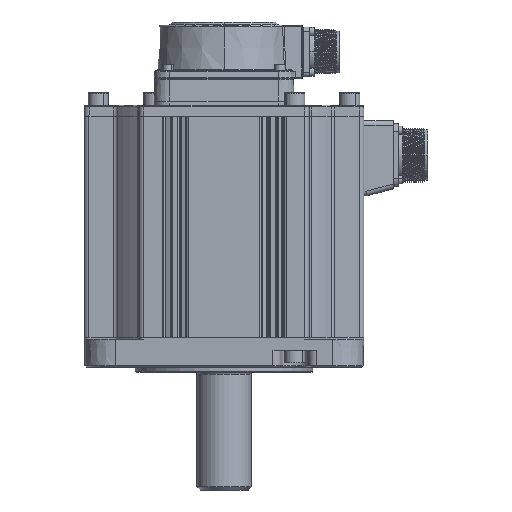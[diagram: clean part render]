
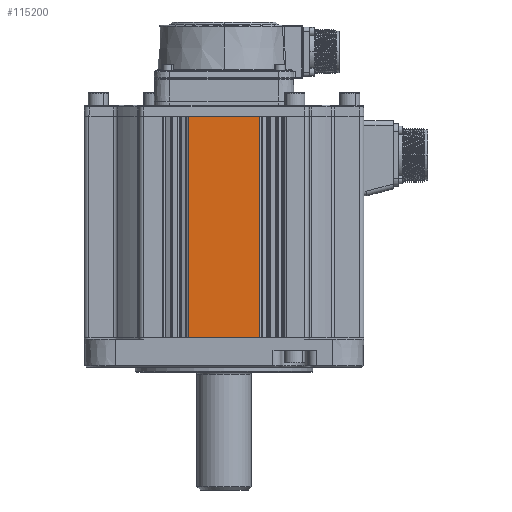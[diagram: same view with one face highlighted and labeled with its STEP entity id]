
A CAD part, left-side view. The second image highlights one B-rep face of the part: STEP entity #115200.
In plain terms, the highlighted planar face has unit normal (-1, 0, 0).
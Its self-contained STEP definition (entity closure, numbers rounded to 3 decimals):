
#5840 = CARTESIAN_POINT ( 'NONE',  ( -90., -24., -142.8 ) ) ;
#6110 = CARTESIAN_POINT ( 'NONE',  ( -90., -23.051, 0. ) ) ;
#9779 = DIRECTION ( 'NONE',  ( 0., 0., 1. ) ) ;
#18504 = VECTOR ( 'NONE', #76683, 1000. ) ;
#28054 = DIRECTION ( 'NONE',  ( 0., -1., 0. ) ) ;
#31352 = PLANE ( 'NONE',  #34993 ) ;
#31382 = CARTESIAN_POINT ( 'NONE',  ( -90., -23.051, -142.8 ) ) ;
#33079 = VERTEX_POINT ( 'NONE', #49297 ) ;
#34993 = AXIS2_PLACEMENT_3D ( 'NONE', #55140, #111560, #9779 ) ;
#36558 = VERTEX_POINT ( 'NONE', #65068 ) ;
#36922 = EDGE_LOOP ( 'NONE', ( #144254, #109459, #124321, #146897 ) ) ;
#49060 = CARTESIAN_POINT ( 'NONE',  ( -90., 23., -142.8 ) ) ;
#49297 = CARTESIAN_POINT ( 'NONE',  ( -90., 23., 0. ) ) ;
#50962 = EDGE_CURVE ( 'NONE', #33079, #144564, #127788, .T. ) ;
#55140 = CARTESIAN_POINT ( 'NONE',  ( -90., -24., -142.8 ) ) ;
#62322 = LINE ( 'NONE', #5840, #89202 ) ;
#65068 = CARTESIAN_POINT ( 'NONE',  ( -90., -23.051, -142.8 ) ) ;
#66751 = VECTOR ( 'NONE', #28054, 1000. ) ;
#68487 = EDGE_CURVE ( 'NONE', #33079, #120985, #129105, .T. ) ;
#74786 = CARTESIAN_POINT ( 'NONE',  ( -90., -24., 0. ) ) ;
#76683 = DIRECTION ( 'NONE',  ( 0., 0., 1. ) ) ;
#81068 = EDGE_CURVE ( 'NONE', #144564, #36558, #62322, .T. ) ;
#89202 = VECTOR ( 'NONE', #92826, 1000. ) ;
#92826 = DIRECTION ( 'NONE',  ( 0., -1., 0. ) ) ;
#96332 = CARTESIAN_POINT ( 'NONE',  ( -90., 23., -142.8 ) ) ;
#98950 = FACE_OUTER_BOUND ( 'NONE', #36922, .T. ) ;
#102659 = LINE ( 'NONE', #31382, #18504 ) ;
#109459 = ORIENTED_EDGE ( 'NONE', *, *, #116106, .T. ) ;
#111560 = DIRECTION ( 'NONE',  ( -1., 0., 0. ) ) ;
#115200 = ADVANCED_FACE ( 'NONE', ( #98950 ), #31352, .T. ) ;
#116106 = EDGE_CURVE ( 'NONE', #36558, #120985, #102659, .T. ) ;
#120985 = VERTEX_POINT ( 'NONE', #6110 ) ;
#124321 = ORIENTED_EDGE ( 'NONE', *, *, #68487, .F. ) ;
#127788 = LINE ( 'NONE', #49060, #138016 ) ;
#129105 = LINE ( 'NONE', #74786, #66751 ) ;
#137484 = DIRECTION ( 'NONE',  ( 0., 0., -1. ) ) ;
#138016 = VECTOR ( 'NONE', #137484, 1000. ) ;
#144254 = ORIENTED_EDGE ( 'NONE', *, *, #81068, .T. ) ;
#144564 = VERTEX_POINT ( 'NONE', #96332 ) ;
#146897 = ORIENTED_EDGE ( 'NONE', *, *, #50962, .T. ) ;
